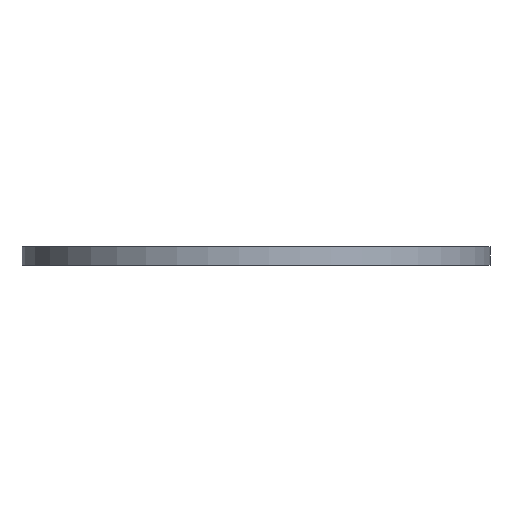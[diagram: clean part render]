
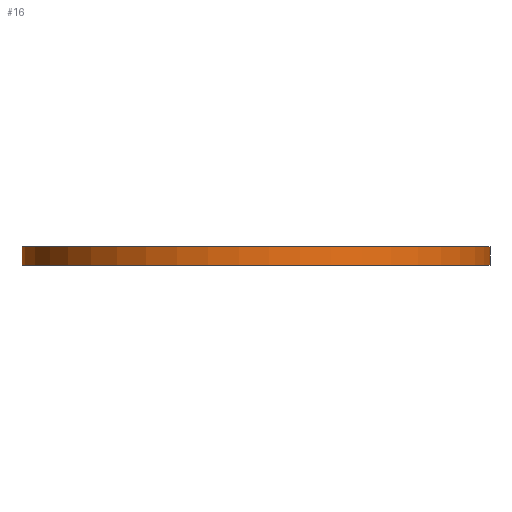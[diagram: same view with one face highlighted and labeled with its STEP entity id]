
A CAD part, front view. The second image highlights one B-rep face of the part: STEP entity #16.
In plain terms, the highlighted free-form (B-spline) face has degree [1, 2] with [2, 5] control points.
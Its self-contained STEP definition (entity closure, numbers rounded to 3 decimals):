
#16=ADVANCED_FACE('',(#52),#359,.T.);
#52=FACE_OUTER_BOUND('',#80,.T.);
#80=EDGE_LOOP('',(#125,#126,#127,#128));
#125=ORIENTED_EDGE('',*,*,#243,.T.);
#126=ORIENTED_EDGE('',*,*,#217,.T.);
#127=ORIENTED_EDGE('',*,*,#244,.F.);
#128=ORIENTED_EDGE('',*,*,#242,.F.);
#217=EDGE_CURVE('',#323,#325,#269,.T.);
#242=EDGE_CURVE('',#341,#342,#275,.T.);
#243=EDGE_CURVE('',#341,#323,#302,.T.);
#244=EDGE_CURVE('',#342,#325,#303,.T.);
#269=B_SPLINE_CURVE_WITH_KNOTS('',1,(#637,#638),.UNSPECIFIED.,.F.,.F.,(2,
2),(0.,3.),.UNSPECIFIED.);
#275=B_SPLINE_CURVE_WITH_KNOTS('',1,(#759,#760),.UNSPECIFIED.,.F.,.F.,(2,
2),(0.,3.),.UNSPECIFIED.);
#302=(
BOUNDED_CURVE()
B_SPLINE_CURVE(2,(#761,#762,#763,#764,#765),.UNSPECIFIED.,.F.,.F.)
B_SPLINE_CURVE_WITH_KNOTS((3,2,3),(117.81,176.715,235.619),
 .UNSPECIFIED.)
CURVE()
GEOMETRIC_REPRESENTATION_ITEM()
RATIONAL_B_SPLINE_CURVE((1.,0.707,1.,0.707,1.))
REPRESENTATION_ITEM('')
);
#303=(
BOUNDED_CURVE()
B_SPLINE_CURVE(2,(#766,#767,#768,#769,#770),.UNSPECIFIED.,.F.,.F.)
B_SPLINE_CURVE_WITH_KNOTS((3,2,3),(117.81,176.715,235.619),
 .UNSPECIFIED.)
CURVE()
GEOMETRIC_REPRESENTATION_ITEM()
RATIONAL_B_SPLINE_CURVE((1.,0.707,1.,0.707,1.))
REPRESENTATION_ITEM('')
);
#323=VERTEX_POINT('',#591);
#325=VERTEX_POINT('',#593);
#341=VERTEX_POINT('',#609);
#342=VERTEX_POINT('',#610);
#359=(
BOUNDED_SURFACE()
B_SPLINE_SURFACE(1,2,((#410,#411,#412,#413,#414),(#415,#416,#417,#418,#419)),
 .UNSPECIFIED.,.F.,.F.,.F.)
B_SPLINE_SURFACE_WITH_KNOTS((2,2),(3,2,3),(0.,3.),(-235.619,-176.715,
-117.81),.UNSPECIFIED.)
GEOMETRIC_REPRESENTATION_ITEM()
RATIONAL_B_SPLINE_SURFACE(((1.,0.707,1.,0.707,1.),
(1.,0.707,1.,0.707,1.)))
REPRESENTATION_ITEM('')
SURFACE()
);
#410=CARTESIAN_POINT('',(37.503,0.064,280.15));
#411=CARTESIAN_POINT('',(37.568,-37.436,280.15));
#412=CARTESIAN_POINT('',(0.068,-37.5,280.15));
#413=CARTESIAN_POINT('',(-37.432,-37.564,280.15));
#414=CARTESIAN_POINT('',(-37.496,-0.064,280.15));
#415=CARTESIAN_POINT('',(37.503,0.064,283.15));
#416=CARTESIAN_POINT('',(37.568,-37.436,283.15));
#417=CARTESIAN_POINT('',(0.068,-37.5,283.15));
#418=CARTESIAN_POINT('',(-37.432,-37.564,283.15));
#419=CARTESIAN_POINT('',(-37.496,-0.064,283.15));
#591=CARTESIAN_POINT('',(37.503,0.064,280.15));
#593=CARTESIAN_POINT('',(37.503,0.064,283.15));
#609=CARTESIAN_POINT('',(-37.496,-0.064,280.15));
#610=CARTESIAN_POINT('',(-37.496,-0.064,283.15));
#637=CARTESIAN_POINT('',(37.503,0.064,280.15));
#638=CARTESIAN_POINT('',(37.503,0.064,283.15));
#759=CARTESIAN_POINT('',(-37.496,-0.064,280.15));
#760=CARTESIAN_POINT('',(-37.496,-0.064,283.15));
#761=CARTESIAN_POINT('',(-37.496,-0.064,280.15));
#762=CARTESIAN_POINT('',(-37.432,-37.564,280.15));
#763=CARTESIAN_POINT('',(0.068,-37.5,280.15));
#764=CARTESIAN_POINT('',(37.568,-37.436,280.15));
#765=CARTESIAN_POINT('',(37.503,0.064,280.15));
#766=CARTESIAN_POINT('',(-37.496,-0.064,283.15));
#767=CARTESIAN_POINT('',(-37.432,-37.564,283.15));
#768=CARTESIAN_POINT('',(0.068,-37.5,283.15));
#769=CARTESIAN_POINT('',(37.568,-37.436,283.15));
#770=CARTESIAN_POINT('',(37.503,0.064,283.15));
